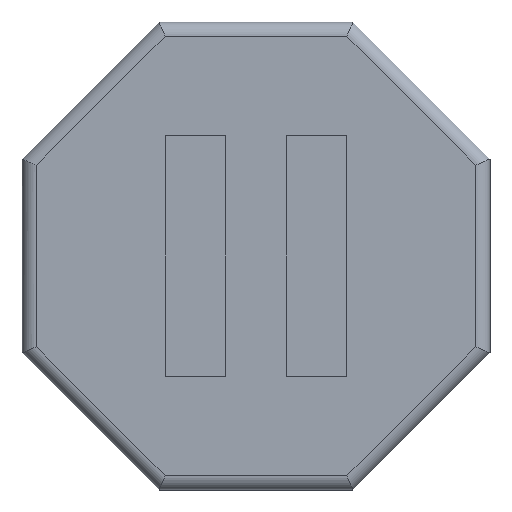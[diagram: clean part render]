
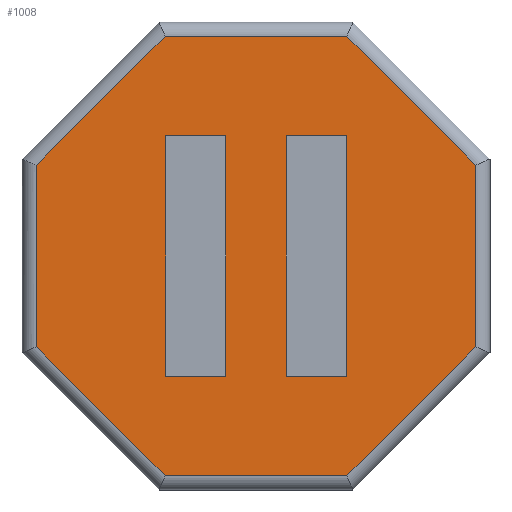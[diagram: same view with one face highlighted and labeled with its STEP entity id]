
A CAD part, front view. The second image highlights one B-rep face of the part: STEP entity #1008.
In plain terms, the highlighted planar face has unit normal (0, -1, 0).
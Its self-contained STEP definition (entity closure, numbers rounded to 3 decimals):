
#61=FACE_BOUND('',#163,.T.);
#62=FACE_BOUND('',#164,.T.);
#102=FACE_OUTER_BOUND('',#162,.T.);
#162=EDGE_LOOP('',(#811,#812,#813,#814,#815,#816,#817,#818));
#163=EDGE_LOOP('',(#819,#820,#821,#822));
#164=EDGE_LOOP('',(#823,#824,#825,#826));
#255=LINE('',#1541,#371);
#257=LINE('',#1549,#373);
#260=LINE('',#1560,#376);
#261=LINE('',#1563,#377);
#264=LINE('',#1569,#380);
#266=LINE('',#1575,#382);
#268=LINE('',#1581,#384);
#270=LINE('',#1585,#386);
#280=LINE('',#1607,#396);
#281=LINE('',#1609,#397);
#282=LINE('',#1611,#398);
#283=LINE('',#1612,#399);
#284=LINE('',#1615,#400);
#285=LINE('',#1617,#401);
#286=LINE('',#1619,#402);
#287=LINE('',#1620,#403);
#371=VECTOR('',#1238,10.);
#373=VECTOR('',#1246,10.);
#376=VECTOR('',#1255,10.);
#377=VECTOR('',#1260,10.);
#380=VECTOR('',#1265,10.);
#382=VECTOR('',#1271,10.);
#384=VECTOR('',#1277,10.);
#386=VECTOR('',#1283,10.);
#396=VECTOR('',#1303,10.);
#397=VECTOR('',#1304,10.);
#398=VECTOR('',#1305,10.);
#399=VECTOR('',#1306,10.);
#400=VECTOR('',#1307,10.);
#401=VECTOR('',#1308,10.);
#402=VECTOR('',#1309,10.);
#403=VECTOR('',#1310,10.);
#471=VERTEX_POINT('',#1539);
#472=VERTEX_POINT('',#1540);
#475=VERTEX_POINT('',#1548);
#479=VERTEX_POINT('',#1557);
#480=VERTEX_POINT('',#1559);
#482=VERTEX_POINT('',#1568);
#484=VERTEX_POINT('',#1574);
#486=VERTEX_POINT('',#1580);
#492=VERTEX_POINT('',#1605);
#493=VERTEX_POINT('',#1606);
#494=VERTEX_POINT('',#1608);
#495=VERTEX_POINT('',#1610);
#496=VERTEX_POINT('',#1613);
#497=VERTEX_POINT('',#1614);
#498=VERTEX_POINT('',#1616);
#499=VERTEX_POINT('',#1618);
#575=EDGE_CURVE('',#471,#472,#255,.T.);
#579=EDGE_CURVE('',#472,#475,#257,.T.);
#584=EDGE_CURVE('',#479,#480,#260,.T.);
#586=EDGE_CURVE('',#475,#479,#261,.T.);
#589=EDGE_CURVE('',#480,#482,#264,.T.);
#592=EDGE_CURVE('',#482,#484,#266,.T.);
#595=EDGE_CURVE('',#484,#486,#268,.T.);
#598=EDGE_CURVE('',#486,#471,#270,.T.);
#608=EDGE_CURVE('',#492,#493,#280,.T.);
#609=EDGE_CURVE('',#493,#494,#281,.T.);
#610=EDGE_CURVE('',#494,#495,#282,.T.);
#611=EDGE_CURVE('',#495,#492,#283,.T.);
#612=EDGE_CURVE('',#496,#497,#284,.T.);
#613=EDGE_CURVE('',#497,#498,#285,.T.);
#614=EDGE_CURVE('',#498,#499,#286,.T.);
#615=EDGE_CURVE('',#499,#496,#287,.T.);
#811=ORIENTED_EDGE('',*,*,#584,.F.);
#812=ORIENTED_EDGE('',*,*,#586,.F.);
#813=ORIENTED_EDGE('',*,*,#579,.F.);
#814=ORIENTED_EDGE('',*,*,#575,.F.);
#815=ORIENTED_EDGE('',*,*,#598,.F.);
#816=ORIENTED_EDGE('',*,*,#595,.F.);
#817=ORIENTED_EDGE('',*,*,#592,.F.);
#818=ORIENTED_EDGE('',*,*,#589,.F.);
#819=ORIENTED_EDGE('',*,*,#608,.T.);
#820=ORIENTED_EDGE('',*,*,#609,.T.);
#821=ORIENTED_EDGE('',*,*,#610,.T.);
#822=ORIENTED_EDGE('',*,*,#611,.T.);
#823=ORIENTED_EDGE('',*,*,#612,.T.);
#824=ORIENTED_EDGE('',*,*,#613,.T.);
#825=ORIENTED_EDGE('',*,*,#614,.T.);
#826=ORIENTED_EDGE('',*,*,#615,.T.);
#962=PLANE('',#1097);
#1008=ADVANCED_FACE('',(#102,#61,#62),#962,.F.);
#1097=AXIS2_PLACEMENT_3D('',#1604,#1301,#1302);
#1238=DIRECTION('',(-1.,0.,0.));
#1246=DIRECTION('',(-0.707,0.,0.707));
#1255=DIRECTION('',(0.707,0.,0.707));
#1260=DIRECTION('',(0.,0.,1.));
#1265=DIRECTION('',(1.,0.,0.));
#1271=DIRECTION('',(0.707,0.,-0.707));
#1277=DIRECTION('',(0.,0.,-1.));
#1283=DIRECTION('',(-0.707,0.,-0.707));
#1301=DIRECTION('center_axis',(0.,1.,0.));
#1302=DIRECTION('ref_axis',(0.,0.,1.));
#1303=DIRECTION('',(1.,0.,0.));
#1304=DIRECTION('',(0.,0.,-1.));
#1305=DIRECTION('',(-1.,0.,0.));
#1306=DIRECTION('',(0.,0.,1.));
#1307=DIRECTION('',(1.,0.,0.));
#1308=DIRECTION('',(0.,0.,-1.));
#1309=DIRECTION('',(-1.,0.,0.));
#1310=DIRECTION('',(0.,0.,1.));
#1539=CARTESIAN_POINT('',(7.578,0.,-18.296));
#1540=CARTESIAN_POINT('',(-7.578,0.,-18.296));
#1541=CARTESIAN_POINT('',(4.038,0.,-18.296));
#1548=CARTESIAN_POINT('',(-18.296,0.,-7.578));
#1549=CARTESIAN_POINT('',(-10.082,0.,-15.792));
#1557=CARTESIAN_POINT('',(-18.296,0.,7.578));
#1559=CARTESIAN_POINT('',(-7.578,0.,18.296));
#1560=CARTESIAN_POINT('',(-15.792,0.,10.082));
#1563=CARTESIAN_POINT('',(-18.296,0.,-4.038));
#1568=CARTESIAN_POINT('',(7.578,0.,18.296));
#1569=CARTESIAN_POINT('',(-4.038,0.,18.296));
#1574=CARTESIAN_POINT('',(18.296,0.,7.578));
#1575=CARTESIAN_POINT('',(10.082,0.,15.792));
#1580=CARTESIAN_POINT('',(18.296,0.,-7.578));
#1581=CARTESIAN_POINT('',(18.296,0.,4.038));
#1585=CARTESIAN_POINT('',(15.792,0.,-10.082));
#1604=CARTESIAN_POINT('Origin',(0.,0.,0.));
#1605=CARTESIAN_POINT('',(2.5,0.,10.));
#1606=CARTESIAN_POINT('',(7.5,0.,10.));
#1607=CARTESIAN_POINT('',(3.75,0.,10.));
#1608=CARTESIAN_POINT('',(7.5,0.,-10.));
#1609=CARTESIAN_POINT('',(7.5,0.,-5.));
#1610=CARTESIAN_POINT('',(2.5,0.,-10.));
#1611=CARTESIAN_POINT('',(1.25,0.,-10.));
#1612=CARTESIAN_POINT('',(2.5,0.,5.));
#1613=CARTESIAN_POINT('',(-7.5,0.,10.));
#1614=CARTESIAN_POINT('',(-2.5,0.,10.));
#1615=CARTESIAN_POINT('',(-1.25,0.,10.));
#1616=CARTESIAN_POINT('',(-2.5,0.,-10.));
#1617=CARTESIAN_POINT('',(-2.5,0.,-5.));
#1618=CARTESIAN_POINT('',(-7.5,0.,-10.));
#1619=CARTESIAN_POINT('',(-3.75,0.,-10.));
#1620=CARTESIAN_POINT('',(-7.5,0.,5.));
